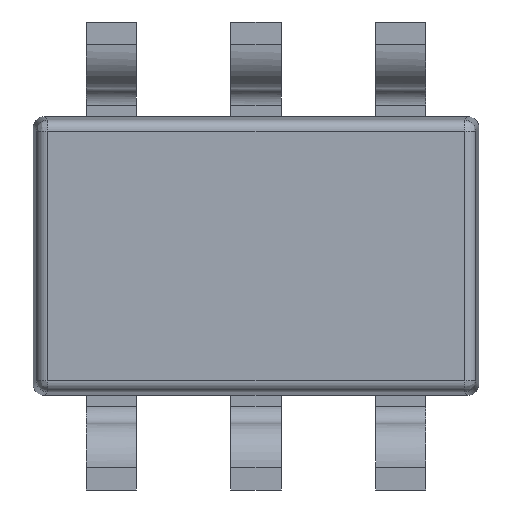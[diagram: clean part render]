
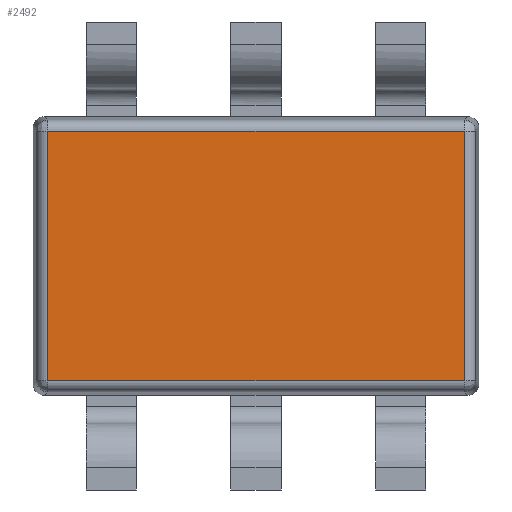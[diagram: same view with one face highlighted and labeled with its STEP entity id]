
A CAD part, front view. The second image highlights one B-rep face of the part: STEP entity #2492.
In plain terms, the highlighted planar face has unit normal (0, -1, 0).
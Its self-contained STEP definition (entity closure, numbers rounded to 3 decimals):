
#16 = ORIENTED_EDGE ( 'NONE', *, *, #2993, .F. ) ;
#225 = CARTESIAN_POINT ( 'NONE',  ( -1., -0.475, 0.625 ) ) ;
#262 = ORIENTED_EDGE ( 'NONE', *, *, #835, .F. ) ;
#277 = FACE_OUTER_BOUND ( 'NONE', #1232, .T. ) ;
#296 = ORIENTED_EDGE ( 'NONE', *, *, #1001, .F. ) ;
#381 = LINE ( 'NONE', #717, #3459 ) ;
#544 = CARTESIAN_POINT ( 'NONE',  ( 0.935, -0.475, -0.56 ) ) ;
#692 = CARTESIAN_POINT ( 'NONE',  ( -0.935, -0.475, 0.625 ) ) ;
#717 = CARTESIAN_POINT ( 'NONE',  ( -1., -0.475, 0.56 ) ) ;
#835 = EDGE_CURVE ( 'NONE', #4782, #3672, #381, .T. ) ;
#1001 = EDGE_CURVE ( 'NONE', #4402, #4782, #1437, .T. ) ;
#1204 = DIRECTION ( 'NONE',  ( 0., 1., 0. ) ) ;
#1232 = EDGE_LOOP ( 'NONE', ( #262, #296, #4732, #16 ) ) ;
#1428 = CARTESIAN_POINT ( 'NONE',  ( -0.935, -0.475, -0.56 ) ) ;
#1437 = LINE ( 'NONE', #692, #4519 ) ;
#1498 = LINE ( 'NONE', #4243, #4214 ) ;
#1518 = VECTOR ( 'NONE', #2543, 1000. ) ;
#1627 = VERTEX_POINT ( 'NONE', #544 ) ;
#1771 = DIRECTION ( 'NONE',  ( 0., 0., 1. ) ) ;
#1774 = CARTESIAN_POINT ( 'NONE',  ( 0.935, -0.475, 0.56 ) ) ;
#1948 = DIRECTION ( 'NONE',  ( 1., 0., 0. ) ) ;
#2064 = CARTESIAN_POINT ( 'NONE',  ( -1., -0.475, -0.56 ) ) ;
#2492 = ADVANCED_FACE ( 'NONE', ( #277 ), #3863, .F. ) ;
#2543 = DIRECTION ( 'NONE',  ( -1., 0., 0. ) ) ;
#2993 = EDGE_CURVE ( 'NONE', #3672, #1627, #1498, .T. ) ;
#3358 = CARTESIAN_POINT ( 'NONE',  ( -0.935, -0.475, 0.56 ) ) ;
#3387 = AXIS2_PLACEMENT_3D ( 'NONE', #225, #1204, #4334 ) ;
#3459 = VECTOR ( 'NONE', #1948, 1000. ) ;
#3466 = DIRECTION ( 'NONE',  ( 0., 0., -1. ) ) ;
#3672 = VERTEX_POINT ( 'NONE', #1774 ) ;
#3863 = PLANE ( 'NONE',  #3387 ) ;
#4109 = LINE ( 'NONE', #2064, #1518 ) ;
#4214 = VECTOR ( 'NONE', #3466, 1000. ) ;
#4243 = CARTESIAN_POINT ( 'NONE',  ( 0.935, -0.475, 0.625 ) ) ;
#4334 = DIRECTION ( 'NONE',  ( 0., 0., 1. ) ) ;
#4402 = VERTEX_POINT ( 'NONE', #1428 ) ;
#4519 = VECTOR ( 'NONE', #1771, 1000. ) ;
#4701 = EDGE_CURVE ( 'NONE', #1627, #4402, #4109, .T. ) ;
#4732 = ORIENTED_EDGE ( 'NONE', *, *, #4701, .F. ) ;
#4782 = VERTEX_POINT ( 'NONE', #3358 ) ;
